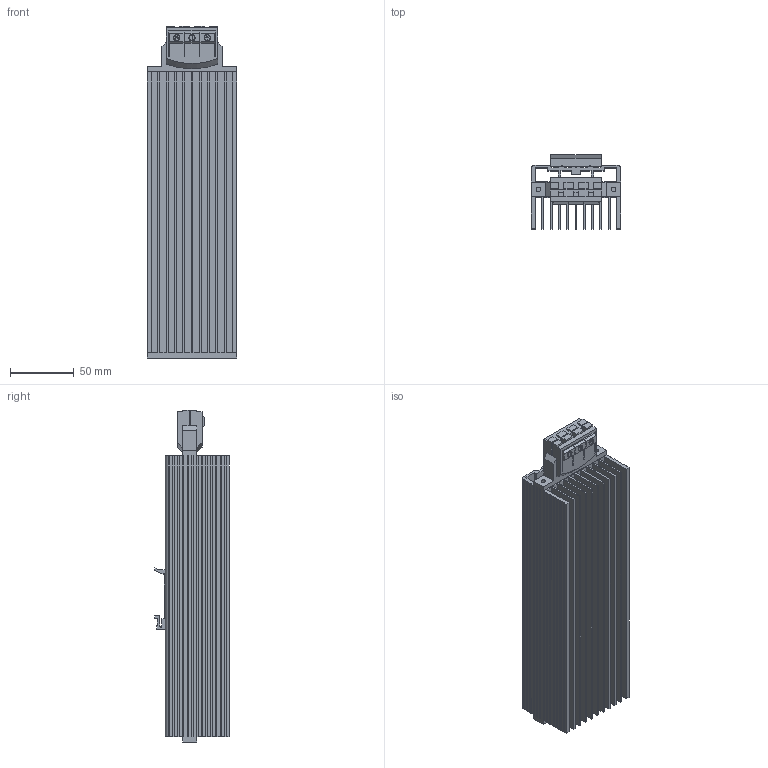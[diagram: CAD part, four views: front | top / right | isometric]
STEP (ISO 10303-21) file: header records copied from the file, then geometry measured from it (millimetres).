
FILE_DESCRIPTION(('STEP AP242'),'1');
FILE_NAME('nsycr150wu1.stp','2021-09-26T11:53:43',('TraceParts'),('TraceParts S.A.'),'Spatial InterOp 3D',' ',' ');
FILE_SCHEMA(('AP242_MANAGED_MODEL_BASED_3D_ENGINEERING_MIM_LF {1 0 10303 442 1 1 4}'));
Length unit declared in the file: millimetre
Products named in the file (1): nsycr150wu1
Bounding box: 70 x 58.3 x 260 mm (x, y, z)
Volume: 388217.4 mm3; surface area: 227959.8 mm2
Topology: 1 solids, 3 shells, 439 faces, 1229 edges, 811 vertices
Faces by surface type: plane 398, cylinder 37, cone 4
Entity records: 13918 total; most frequent: CARTESIAN_POINT 2526, ORIENTED_EDGE 2454, DIRECTION 2173, EDGE_CURVE 1227, LINE 1137, VECTOR 1137, VERTEX_POINT 811, AXIS2_PLACEMENT_3D 518
